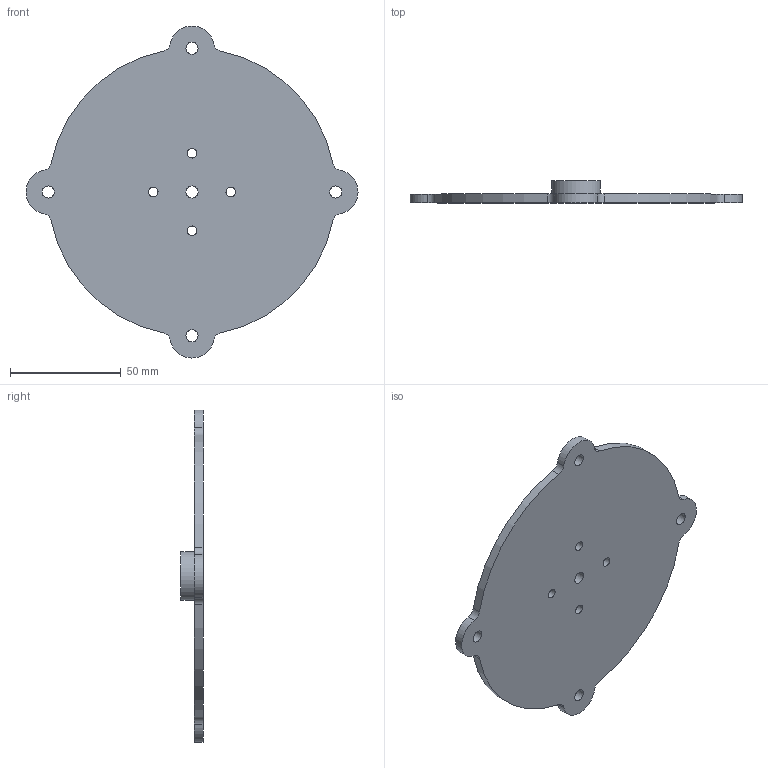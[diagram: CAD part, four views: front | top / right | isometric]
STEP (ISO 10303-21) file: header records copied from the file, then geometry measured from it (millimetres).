
FILE_DESCRIPTION(/* description */ (''),/* implementation_level */ '2;1');
FILE_NAME(/* name */ 'lower mold.stp',/* time_stamp */ '2025-08-06T15:12:04-07:00',/* author */ ('devan'),/* organization */ (''),/* preprocessor_version */ 'ST-DEVELOPER v20',/* originating_system */ 'Autodesk Inventor 2025',/* authorisation */ '');
FILE_SCHEMA (('AUTOMOTIVE_DESIGN { 1 0 10303 214 3 1 1 }'));
Length unit declared in the file: millimetre
Products named in the file (1): lower mold
Bounding box: 150 x 10 x 150 mm (x, y, z)
Volume: 57171.9 mm3; surface area: 30407 mm2
Topology: 1 solids, 1 shells, 29 faces, 78 edges, 52 vertices
Faces by surface type: cylinder 26, plane 3
Full cylindrical faces by diameter (mm): 4.3 x4, 5.5 x5, 22 x1
Entity records: 1023 total; most frequent: DIRECTION 190, CARTESIAN_POINT 160, ORIENTED_EDGE 156, AXIS2_PLACEMENT_3D 82, EDGE_CURVE 78, CIRCLE 52, VERTEX_POINT 52, EDGE_LOOP 48
